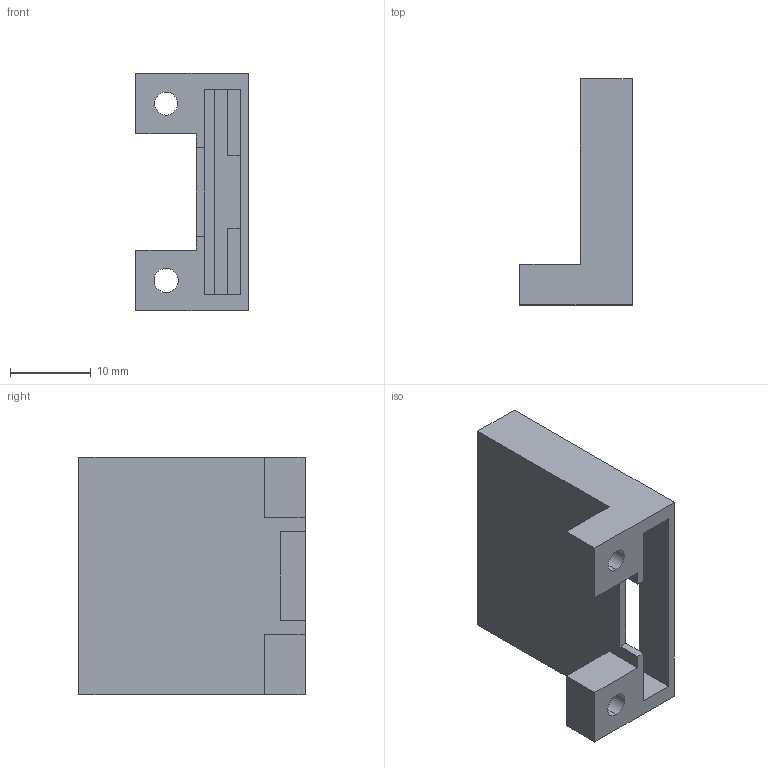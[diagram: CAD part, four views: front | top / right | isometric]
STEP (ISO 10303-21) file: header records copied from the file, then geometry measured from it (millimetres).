
FILE_DESCRIPTION (( 'STEP AP203' ), '1' );
FILE_NAME ('robdogV2.3.1displayTest2.STEP', '2024-10-02T18:29:11', ( '' ), ( '' ), 'SwSTEP 2.0', 'SolidWorks 2023', '' );
FILE_SCHEMA (( 'CONFIG_CONTROL_DESIGN' ));
Length unit declared in the file: millimetre
Products named in the file (1): robdogV2.3.1displayTest2
Bounding box: 13.9 x 28 x 29.4 mm (x, y, z)
Volume: 2546.3 mm3; surface area: 3782.4 mm2
Topology: 1 solids, 1 shells, 42 faces, 114 edges, 76 vertices
Faces by surface type: plane 34, cylinder 8
Entity records: 1403 total; most frequent: CARTESIAN_POINT 233, ORIENTED_EDGE 228, DIRECTION 216, EDGE_CURVE 114, LINE 98, VECTOR 98, VERTEX_POINT 76, AXIS2_PLACEMENT_3D 59
